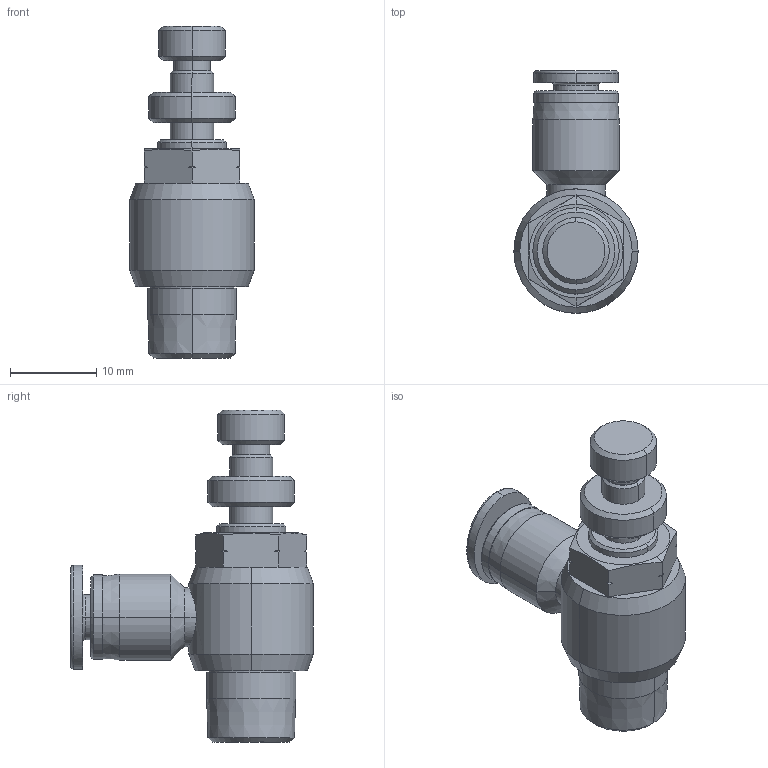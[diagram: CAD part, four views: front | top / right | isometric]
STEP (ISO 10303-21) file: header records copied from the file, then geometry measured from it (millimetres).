
FILE_DESCRIPTION((''),'2;1');
FILE_NAME('NSE5-32N01-MDT.stp','2017-07-07T16:51:20',(''),(''),'Mechanical Desktop 2009','Mechanical Desktop 2009',', , ');
FILE_SCHEMA(('CONFIG_CONTROL_DESIGN'));
Length unit declared in the file: millimetre
Products named in the file (10): NSE5-32N01-MDT; ~PART1; PART1; ~~PART1; A$C188F014D; A$C2ECC1180; A$C2D59654B; A$C79FA5C9A; A$C4B685E65; A$C23982F68
Assembly tree (9 placements, depth 2):
  NSE5-32N01-MDT
    ~PART1
    PART1
    ~~PART1
    A$C188F014D
    A$C2ECC1180
    A$C2D59654B
    A$C79FA5C9A
    A$C4B685E65
    A$C23982F68
Bounding box: 14.4 x 28.1 x 38.45 mm (x, y, z)
Volume: 4367.5 mm3; surface area: 2968.1 mm2
Topology: 4 solids, 4 shells, 102 faces, 214 edges, 131 vertices
Faces by surface type: cone 42, cylinder 30, plane 25, bspline 5
Entity records: 3299 total; most frequent: CARTESIAN_POINT 935, DIRECTION 492, ORIENTED_EDGE 428, EDGE_CURVE 214, AXIS2_PLACEMENT_3D 206, VERTEX_POINT 131, EDGE_LOOP 115, FACE_OUTER_BOUND 102
